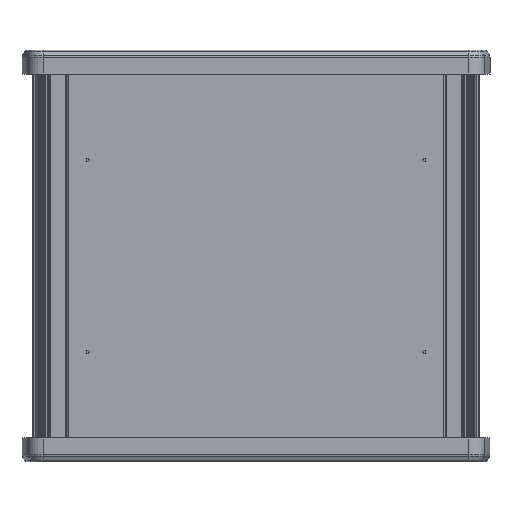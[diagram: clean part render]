
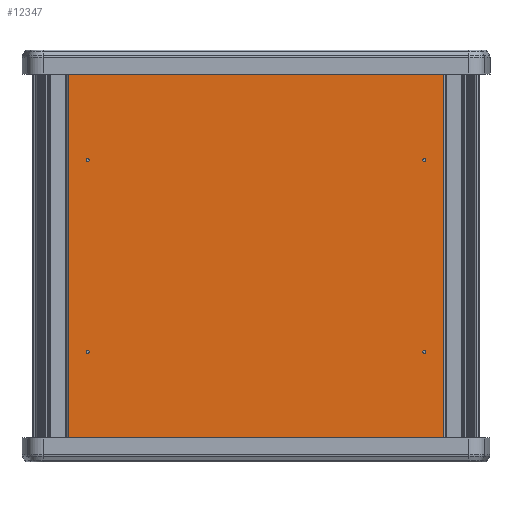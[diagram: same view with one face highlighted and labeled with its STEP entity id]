
A CAD part, front view. The second image highlights one B-rep face of the part: STEP entity #12347.
In plain terms, the highlighted planar face has unit normal (0, -1, 0).
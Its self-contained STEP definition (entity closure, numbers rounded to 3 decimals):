
#94 = DIRECTION ( 'NONE',  ( 1., 0., 0. ) ) ;
#173 = ORIENTED_EDGE ( 'NONE', *, *, #12077, .F. ) ;
#241 = LINE ( 'NONE', #10010, #11507 ) ;
#262 = ORIENTED_EDGE ( 'NONE', *, *, #3518, .T. ) ;
#279 = VERTEX_POINT ( 'NONE', #14521 ) ;
#281 = CIRCLE ( 'NONE', #11410, 0.5 ) ;
#546 = VERTEX_POINT ( 'NONE', #4144 ) ;
#1027 = DIRECTION ( 'NONE',  ( 1., 0., 0. ) ) ;
#1133 = EDGE_CURVE ( 'NONE', #4402, #6663, #3289, .T. ) ;
#1446 = EDGE_CURVE ( 'NONE', #8044, #11597, #11733, .T. ) ;
#1613 = ORIENTED_EDGE ( 'NONE', *, *, #7866, .F. ) ;
#1644 = EDGE_CURVE ( 'NONE', #12622, #9019, #14558, .T. ) ;
#1998 = ORIENTED_EDGE ( 'NONE', *, *, #1644, .F. ) ;
#2105 = EDGE_CURVE ( 'NONE', #2285, #546, #281, .T. ) ;
#2285 = VERTEX_POINT ( 'NONE', #11427 ) ;
#2303 = DIRECTION ( 'NONE',  ( 0., -1., 0. ) ) ;
#2689 = VERTEX_POINT ( 'NONE', #4698 ) ;
#2918 = VECTOR ( 'NONE', #11703, 1000. ) ;
#2983 = CARTESIAN_POINT ( 'NONE',  ( 694.501, -649.616, 90. ) ) ;
#2999 = EDGE_LOOP ( 'NONE', ( #262, #7043, #3473, #5904 ) ) ;
#3012 = CARTESIAN_POINT ( 'NONE',  ( 589.503, -649.616, 30. ) ) ;
#3138 = CARTESIAN_POINT ( 'NONE',  ( 589.003, -649.616, 30. ) ) ;
#3285 = EDGE_CURVE ( 'NONE', #11597, #8044, #4601, .T. ) ;
#3289 = LINE ( 'NONE', #10567, #2918 ) ;
#3372 = CARTESIAN_POINT ( 'NONE',  ( 583.503, -649.616, 120. ) ) ;
#3473 = ORIENTED_EDGE ( 'NONE', *, *, #13351, .F. ) ;
#3518 = EDGE_CURVE ( 'NONE', #6663, #9589, #7047, .T. ) ;
#3569 = ORIENTED_EDGE ( 'NONE', *, *, #11562, .F. ) ;
#3801 = CIRCLE ( 'NONE', #5112, 0.5 ) ;
#4057 = DIRECTION ( 'NONE',  ( 1., 0., 0. ) ) ;
#4144 = CARTESIAN_POINT ( 'NONE',  ( 589.003, -649.616, 90. ) ) ;
#4159 = DIRECTION ( 'NONE',  ( 1., 0., 0. ) ) ;
#4402 = VERTEX_POINT ( 'NONE', #3372 ) ;
#4467 = DIRECTION ( 'NONE',  ( 0., -1., 0. ) ) ;
#4559 = CARTESIAN_POINT ( 'NONE',  ( 695.001, -649.616, 90. ) ) ;
#4601 = CIRCLE ( 'NONE', #13000, 0.5 ) ;
#4658 = ORIENTED_EDGE ( 'NONE', *, *, #2105, .F. ) ;
#4698 = CARTESIAN_POINT ( 'NONE',  ( 590.003, -649.616, 30. ) ) ;
#4909 = EDGE_LOOP ( 'NONE', ( #11453, #13649 ) ) ;
#4923 = PLANE ( 'NONE',  #11669 ) ;
#5112 = AXIS2_PLACEMENT_3D ( 'NONE', #13563, #6817, #94 ) ;
#5308 = CARTESIAN_POINT ( 'NONE',  ( 695.001, -649.616, 30. ) ) ;
#5350 = ORIENTED_EDGE ( 'NONE', *, *, #10079, .F. ) ;
#5431 = FACE_OUTER_BOUND ( 'NONE', #2999, .T. ) ;
#5532 = DIRECTION ( 'NONE',  ( 1., 0., 0. ) ) ;
#5690 = DIRECTION ( 'NONE',  ( 1., 0., 0. ) ) ;
#5904 = ORIENTED_EDGE ( 'NONE', *, *, #1133, .T. ) ;
#6052 = DIRECTION ( 'NONE',  ( -1., 0., 0. ) ) ;
#6272 = CARTESIAN_POINT ( 'NONE',  ( 695.001, -649.616, 30. ) ) ;
#6431 = DIRECTION ( 'NONE',  ( 1., 0., 0. ) ) ;
#6479 = FACE_BOUND ( 'NONE', #6991, .T. ) ;
#6643 = EDGE_CURVE ( 'NONE', #279, #9589, #7396, .T. ) ;
#6663 = VERTEX_POINT ( 'NONE', #9734 ) ;
#6817 = DIRECTION ( 'NONE',  ( 0., -1., 0. ) ) ;
#6991 = EDGE_LOOP ( 'NONE', ( #4658, #173 ) ) ;
#7043 = ORIENTED_EDGE ( 'NONE', *, *, #6643, .F. ) ;
#7047 = LINE ( 'NONE', #14190, #10050 ) ;
#7055 = VECTOR ( 'NONE', #9684, 1000. ) ;
#7396 = LINE ( 'NONE', #14227, #7055 ) ;
#7408 = DIRECTION ( 'NONE',  ( 1., 0., 0. ) ) ;
#7729 = DIRECTION ( 'NONE',  ( 0., -1., 0. ) ) ;
#7866 = EDGE_CURVE ( 'NONE', #2689, #14438, #3801, .T. ) ;
#7879 = CARTESIAN_POINT ( 'NONE',  ( 694.501, -649.616, 30. ) ) ;
#8044 = VERTEX_POINT ( 'NONE', #10506 ) ;
#8081 = CIRCLE ( 'NONE', #11742, 0.5 ) ;
#8390 = FACE_BOUND ( 'NONE', #8539, .T. ) ;
#8539 = EDGE_LOOP ( 'NONE', ( #3569, #1998 ) ) ;
#8752 = FACE_BOUND ( 'NONE', #4909, .T. ) ;
#8909 = AXIS2_PLACEMENT_3D ( 'NONE', #11204, #4467, #12328 ) ;
#9015 = CARTESIAN_POINT ( 'NONE',  ( 695.001, -649.616, 90. ) ) ;
#9019 = VERTEX_POINT ( 'NONE', #13638 ) ;
#9589 = VERTEX_POINT ( 'NONE', #14400 ) ;
#9684 = DIRECTION ( 'NONE',  ( 0., 0., -1. ) ) ;
#9734 = CARTESIAN_POINT ( 'NONE',  ( 583.503, -649.616, 0. ) ) ;
#10010 = CARTESIAN_POINT ( 'NONE',  ( 0., -649.616, 120. ) ) ;
#10020 = CIRCLE ( 'NONE', #8909, 0.5 ) ;
#10050 = VECTOR ( 'NONE', #4057, 1000. ) ;
#10079 = EDGE_CURVE ( 'NONE', #14438, #2689, #14484, .T. ) ;
#10167 = DIRECTION ( 'NONE',  ( 1., 0., 0. ) ) ;
#10506 = CARTESIAN_POINT ( 'NONE',  ( 695.501, -649.616, 90. ) ) ;
#10567 = CARTESIAN_POINT ( 'NONE',  ( 583.503, -649.616, 120. ) ) ;
#10887 = DIRECTION ( 'NONE',  ( 0., -1., 0. ) ) ;
#11204 = CARTESIAN_POINT ( 'NONE',  ( 589.503, -649.616, 90. ) ) ;
#11410 = AXIS2_PLACEMENT_3D ( 'NONE', #14485, #7729, #1027 ) ;
#11427 = CARTESIAN_POINT ( 'NONE',  ( 590.003, -649.616, 90. ) ) ;
#11453 = ORIENTED_EDGE ( 'NONE', *, *, #1446, .F. ) ;
#11507 = VECTOR ( 'NONE', #5532, 1000. ) ;
#11562 = EDGE_CURVE ( 'NONE', #9019, #12622, #8081, .T. ) ;
#11597 = VERTEX_POINT ( 'NONE', #2983 ) ;
#11669 = AXIS2_PLACEMENT_3D ( 'NONE', #11675, #12799, #6052 ) ;
#11675 = CARTESIAN_POINT ( 'NONE',  ( 0., -649.616, 120. ) ) ;
#11703 = DIRECTION ( 'NONE',  ( 0., 0., -1. ) ) ;
#11733 = CIRCLE ( 'NONE', #14512, 0.5 ) ;
#11742 = AXIS2_PLACEMENT_3D ( 'NONE', #6272, #14158, #7408 ) ;
#11952 = AXIS2_PLACEMENT_3D ( 'NONE', #5308, #13171, #6431 ) ;
#12077 = EDGE_CURVE ( 'NONE', #546, #2285, #10020, .T. ) ;
#12328 = DIRECTION ( 'NONE',  ( 1., 0., 0. ) ) ;
#12347 = ADVANCED_FACE ( 'NONE', ( #14413, #8390, #8752, #6479, #5431 ), #4923, .F. ) ;
#12430 = DIRECTION ( 'NONE',  ( 0., -1., 0. ) ) ;
#12622 = VERTEX_POINT ( 'NONE', #7879 ) ;
#12799 = DIRECTION ( 'NONE',  ( 0., 1., 0. ) ) ;
#13000 = AXIS2_PLACEMENT_3D ( 'NONE', #4559, #12430, #5690 ) ;
#13171 = DIRECTION ( 'NONE',  ( 0., -1., 0. ) ) ;
#13351 = EDGE_CURVE ( 'NONE', #4402, #279, #241, .T. ) ;
#13399 = EDGE_LOOP ( 'NONE', ( #1613, #5350 ) ) ;
#13445 = AXIS2_PLACEMENT_3D ( 'NONE', #3012, #10887, #4159 ) ;
#13563 = CARTESIAN_POINT ( 'NONE',  ( 589.503, -649.616, 30. ) ) ;
#13638 = CARTESIAN_POINT ( 'NONE',  ( 695.501, -649.616, 30. ) ) ;
#13649 = ORIENTED_EDGE ( 'NONE', *, *, #3285, .F. ) ;
#14158 = DIRECTION ( 'NONE',  ( 0., -1., 0. ) ) ;
#14190 = CARTESIAN_POINT ( 'NONE',  ( 0., -649.616, 0. ) ) ;
#14227 = CARTESIAN_POINT ( 'NONE',  ( 701.001, -649.616, 120. ) ) ;
#14400 = CARTESIAN_POINT ( 'NONE',  ( 701.001, -649.616, 0. ) ) ;
#14413 = FACE_BOUND ( 'NONE', #13399, .T. ) ;
#14438 = VERTEX_POINT ( 'NONE', #3138 ) ;
#14484 = CIRCLE ( 'NONE', #13445, 0.5 ) ;
#14485 = CARTESIAN_POINT ( 'NONE',  ( 589.503, -649.616, 90. ) ) ;
#14512 = AXIS2_PLACEMENT_3D ( 'NONE', #9015, #2303, #10167 ) ;
#14521 = CARTESIAN_POINT ( 'NONE',  ( 701.001, -649.616, 120. ) ) ;
#14558 = CIRCLE ( 'NONE', #11952, 0.5 ) ;
